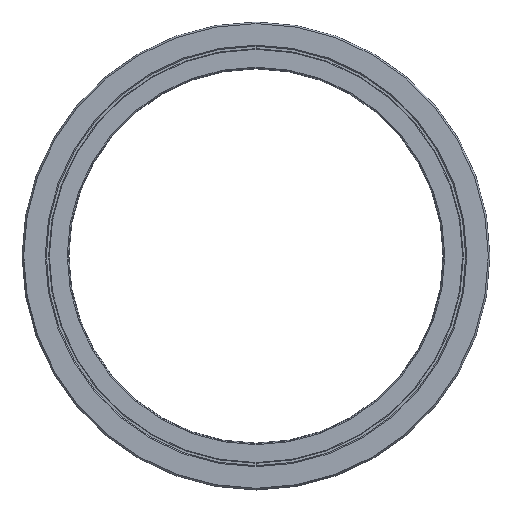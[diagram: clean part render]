
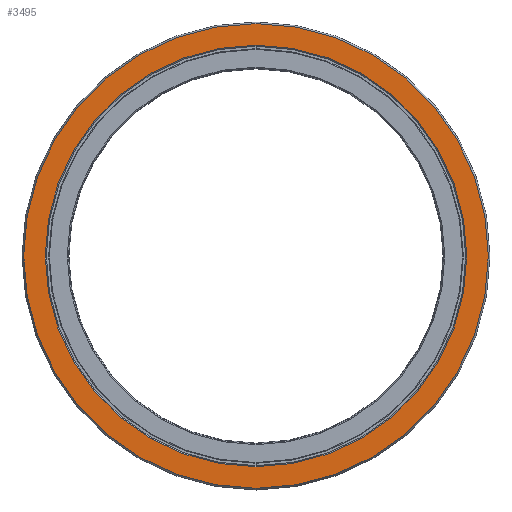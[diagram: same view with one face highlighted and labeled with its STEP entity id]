
A CAD part, top view. The second image highlights one B-rep face of the part: STEP entity #3495.
In plain terms, the highlighted planar face has unit normal (0, 0, 1).
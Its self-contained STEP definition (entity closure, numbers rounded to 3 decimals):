
#92 = CARTESIAN_POINT ( 'NONE',  ( 0., -24.827, 3. ) ) ;
#227 = CARTESIAN_POINT ( 'NONE',  ( 0., 24.827, 3. ) ) ;
#269 = PLANE ( 'NONE',  #822 ) ;
#342 = ORIENTED_EDGE ( 'NONE', *, *, #3390, .T. ) ;
#498 = DIRECTION ( 'NONE',  ( 0., 0., 1. ) ) ;
#513 = CIRCLE ( 'NONE', #591, 24.827 ) ;
#591 = AXIS2_PLACEMENT_3D ( 'NONE', #3445, #2665, #1853 ) ;
#610 = FACE_OUTER_BOUND ( 'NONE', #4262, .T. ) ;
#822 = AXIS2_PLACEMENT_3D ( 'NONE', #227, #1382, #1032 ) ;
#845 = CIRCLE ( 'NONE', #3624, 24.827 ) ;
#962 = CARTESIAN_POINT ( 'NONE',  ( 0., 0., 3. ) ) ;
#1032 = DIRECTION ( 'NONE',  ( -1., 0., 0. ) ) ;
#1306 = CARTESIAN_POINT ( 'NONE',  ( 0., 24.827, 3. ) ) ;
#1382 = DIRECTION ( 'NONE',  ( 0., 0., -1. ) ) ;
#1702 = EDGE_LOOP ( 'NONE', ( #1918, #3521 ) ) ;
#1801 = DIRECTION ( 'NONE',  ( 0., 0., 1. ) ) ;
#1827 = VERTEX_POINT ( 'NONE', #2648 ) ;
#1853 = DIRECTION ( 'NONE',  ( 0., -1., 0. ) ) ;
#1918 = ORIENTED_EDGE ( 'NONE', *, *, #2278, .F. ) ;
#2107 = AXIS2_PLACEMENT_3D ( 'NONE', #3010, #498, #4427 ) ;
#2123 = AXIS2_PLACEMENT_3D ( 'NONE', #962, #3499, #3412 ) ;
#2278 = EDGE_CURVE ( 'NONE', #1827, #4052, #4118, .T. ) ;
#2470 = CARTESIAN_POINT ( 'NONE',  ( 0., 0., 3. ) ) ;
#2622 = EDGE_CURVE ( 'NONE', #3957, #4305, #845, .T. ) ;
#2648 = CARTESIAN_POINT ( 'NONE',  ( 0., -22.518, 3. ) ) ;
#2665 = DIRECTION ( 'NONE',  ( 0., 0., 1. ) ) ;
#3010 = CARTESIAN_POINT ( 'NONE',  ( 0., 0., 3. ) ) ;
#3067 = CARTESIAN_POINT ( 'NONE',  ( 0., 22.518, 3. ) ) ;
#3135 = EDGE_CURVE ( 'NONE', #4052, #1827, #4135, .T. ) ;
#3390 = EDGE_CURVE ( 'NONE', #4305, #3957, #513, .T. ) ;
#3412 = DIRECTION ( 'NONE',  ( 0., -1., 0. ) ) ;
#3445 = CARTESIAN_POINT ( 'NONE',  ( 0., 0., 3. ) ) ;
#3495 = ADVANCED_FACE ( 'NONE', ( #4016, #610 ), #269, .F. ) ;
#3499 = DIRECTION ( 'NONE',  ( 0., 0., 1. ) ) ;
#3521 = ORIENTED_EDGE ( 'NONE', *, *, #3135, .F. ) ;
#3624 = AXIS2_PLACEMENT_3D ( 'NONE', #2470, #1801, #4261 ) ;
#3957 = VERTEX_POINT ( 'NONE', #1306 ) ;
#4016 = FACE_BOUND ( 'NONE', #1702, .T. ) ;
#4052 = VERTEX_POINT ( 'NONE', #3067 ) ;
#4118 = CIRCLE ( 'NONE', #2107, 22.518 ) ;
#4135 = CIRCLE ( 'NONE', #2123, 22.518 ) ;
#4261 = DIRECTION ( 'NONE',  ( 0., -1., 0. ) ) ;
#4262 = EDGE_LOOP ( 'NONE', ( #4520, #342 ) ) ;
#4305 = VERTEX_POINT ( 'NONE', #92 ) ;
#4427 = DIRECTION ( 'NONE',  ( 0., -1., 0. ) ) ;
#4520 = ORIENTED_EDGE ( 'NONE', *, *, #2622, .T. ) ;
